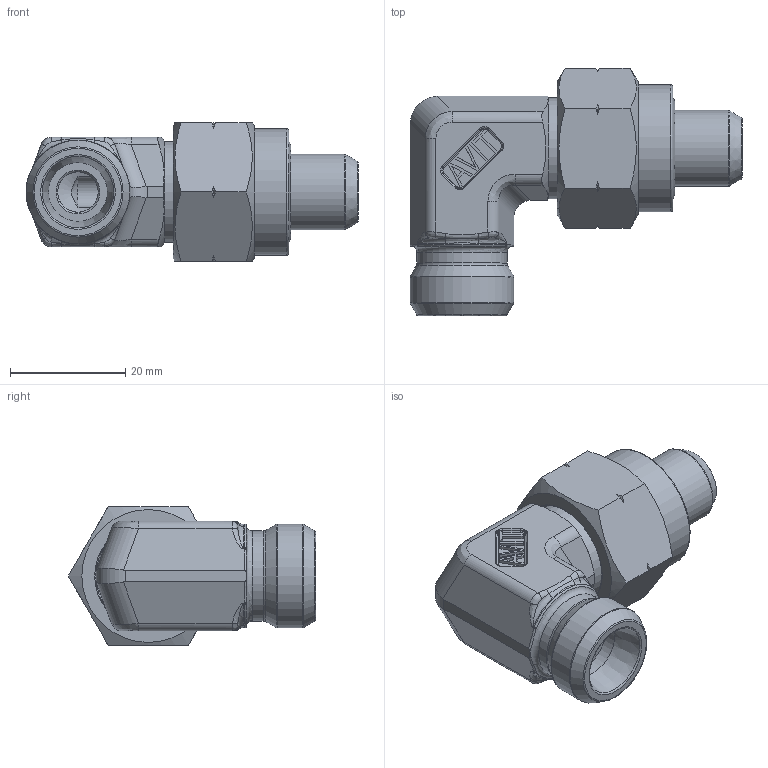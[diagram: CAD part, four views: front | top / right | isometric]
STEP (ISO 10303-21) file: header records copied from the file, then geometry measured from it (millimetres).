
FILE_DESCRIPTION(/* description */ (''),/* implementation_level */ '2;1');
FILE_NAME(/* name */ 'SV101.stp',/* time_stamp */ '2025-01-10T08:39:33+01:00',/* author */ (''),/* organization */ (''),/* preprocessor_version */ 'ST-DEVELOPER v16',/* originating_system */ 'SIEMENS PLM Software NX 10.0',/* authorisation */ '');
FILE_SCHEMA (('AP203_CONFIGURATION_CONTROLLED_3D_DESIGN_OF_MECHANICAL_PARTS_AND_ASSEMBLIES_MIM_LF { 1 0 10303 403 2 1 2}'));
Length unit declared in the file: millimetre
Products named in the file (1): lwes24B827ADuv78
Bounding box: 57.5 x 42.86 x 24 mm (x, y, z)
Volume: 19934.4 mm3; surface area: 10024.3 mm2
Topology: 4 solids, 4 shells, 290 faces, 699 edges, 434 vertices
Faces by surface type: plane 108, cylinder 62, bspline 44, torus 29, cone 28, extrusion 17, revolution 2
Full cylindrical faces by diameter (mm): 5.5 x1, 7 x1, 10.195 x1, 11.1 x1, 11.445 x1, 13.1 x1, 14.145 x1, 15.6 x1, 17.45 x2, 17.542 x1, 18 x1, 18.25 x1, 21.95 x1
Entity records: 9443 total; most frequent: CARTESIAN_POINT 3443, ORIENTED_EDGE 1254, DIRECTION 1059, EDGE_CURVE 627, AXIS2_PLACEMENT_3D 436, VERTEX_POINT 417, EDGE_LOOP 364, ADVANCED_FACE 290
